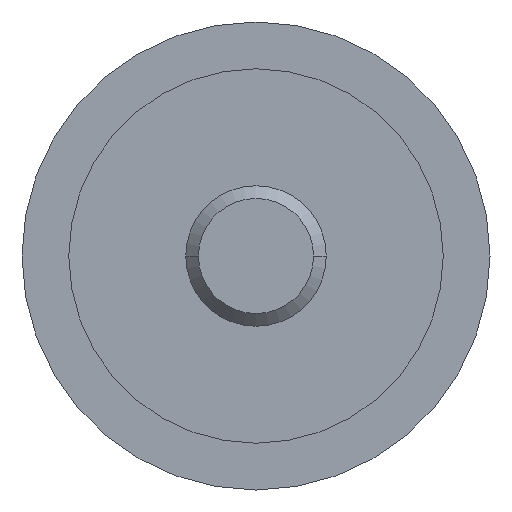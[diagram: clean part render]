
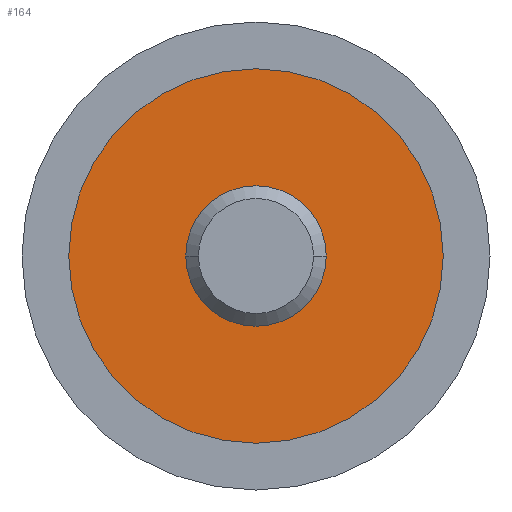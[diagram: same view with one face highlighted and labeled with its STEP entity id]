
A CAD part, front view. The second image highlights one B-rep face of the part: STEP entity #164.
In plain terms, the highlighted planar face has unit normal (0, -1, 0).
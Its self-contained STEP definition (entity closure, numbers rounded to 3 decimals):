
#156=EDGE_CURVE('',#284,#278,#401,.T.);
#164=ADVANCED_FACE('',(#411,#412),#413,.T.);
#212=EDGE_CURVE('',#278,#284,#469,.T.);
#230=VERTEX_POINT('',#488);
#234=EDGE_CURVE('',#314,#230,#492,.T.);
#278=VERTEX_POINT('',#541);
#284=VERTEX_POINT('',#547);
#294=EDGE_CURVE('',#230,#314,#559,.T.);
#314=VERTEX_POINT('',#585);
#401=CIRCLE('',#675,8.0);
#411=FACE_BOUND('',#686,.T.);
#412=FACE_OUTER_BOUND('',#687,.T.);
#413=PLANE('',#688);
#469=CIRCLE('',#763,8.0);
#488=CARTESIAN_POINT('',(3.0,0.0,0.));
#492=CIRCLE('',#795,3.0);
#541=CARTESIAN_POINT('',(8.0,0.0,0.0));
#547=CARTESIAN_POINT('',(-8.0,0.0,0.));
#559=CIRCLE('',#882,3.0);
#585=CARTESIAN_POINT('',(-3.0,0.0,0.));
#675=AXIS2_PLACEMENT_3D('',#989,#990,#991);
#686=EDGE_LOOP('',(#1012,#1013));
#687=EDGE_LOOP('',(#1014,#1015));
#688=AXIS2_PLACEMENT_3D('',#1016,#1017,#1018);
#763=AXIS2_PLACEMENT_3D('',#1089,#1090,#1091);
#795=AXIS2_PLACEMENT_3D('',#1114,#1115,#1116);
#882=AXIS2_PLACEMENT_3D('',#1198,#1199,#1200);
#989=CARTESIAN_POINT('',(0.0,0.0,0.0));
#990=DIRECTION('',(0.0,-1.0,0.0));
#991=DIRECTION('',(1.0,0.0,0.0));
#1012=ORIENTED_EDGE('',*,*,#234,.T.);
#1013=ORIENTED_EDGE('',*,*,#294,.T.);
#1014=ORIENTED_EDGE('',*,*,#212,.T.);
#1015=ORIENTED_EDGE('',*,*,#156,.T.);
#1016=CARTESIAN_POINT('',(0.0,0.0,0.0));
#1017=DIRECTION('',(0.0,-1.0,0.0));
#1018=DIRECTION('',(-1.0,0.0,0.0));
#1089=CARTESIAN_POINT('',(0.0,0.0,0.0));
#1090=DIRECTION('',(0.0,-1.0,0.0));
#1091=DIRECTION('',(1.0,0.0,0.0));
#1114=CARTESIAN_POINT('',(0.0,0.0,0.0));
#1115=DIRECTION('',(-0.0,1.0,0.0));
#1116=DIRECTION('',(1.0,0.0,0.0));
#1198=CARTESIAN_POINT('',(0.0,0.0,0.0));
#1199=DIRECTION('',(-0.0,1.0,0.0));
#1200=DIRECTION('',(1.0,0.0,0.0));
